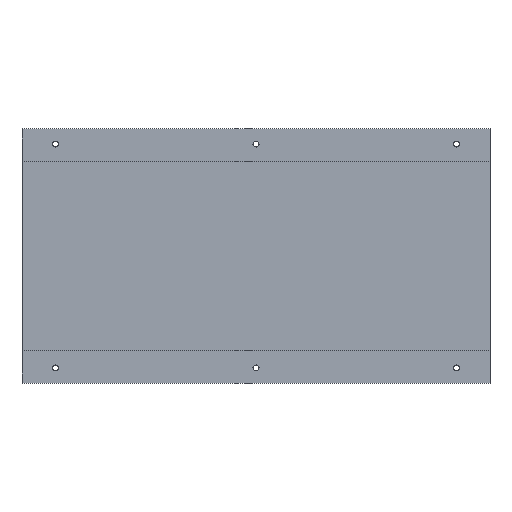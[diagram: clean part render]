
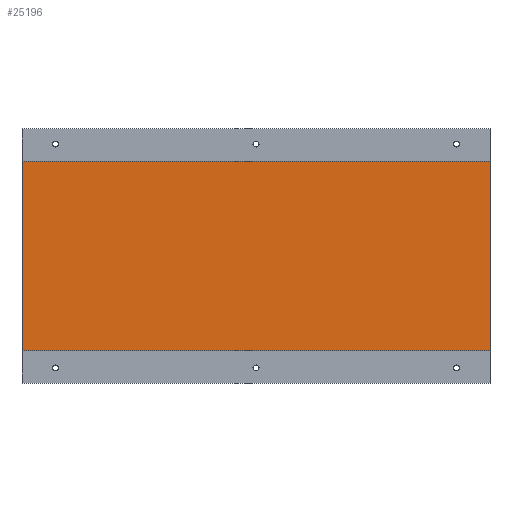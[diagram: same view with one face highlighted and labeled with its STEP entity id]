
A CAD part, front view. The second image highlights one B-rep face of the part: STEP entity #25196.
In plain terms, the highlighted planar face has unit normal (0, -1, 0).
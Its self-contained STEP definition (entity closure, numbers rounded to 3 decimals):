
#25140=CARTESIAN_POINT('',(1015.0,-390.,-372.5));
#25141=VERTEX_POINT('',#25140);
#25148=CARTESIAN_POINT('',(-385.,-390.,-372.5));
#25149=VERTEX_POINT('',#25148);
#25150=CARTESIAN_POINT('',(-385.,-390.,-372.5));
#25151=DIRECTION('',(1.0,0.0,0.0));
#25152=VECTOR('',#25151,1400.0);
#25153=LINE('',#25150,#25152);
#25154=EDGE_CURVE('',#25149,#25141,#25153,.T.);
#25166=CARTESIAN_POINT('',(-385.,-390.,-372.5));
#25167=DIRECTION('',(0.0,-1.0,0.0));
#25168=DIRECTION('',(0.0,0.0,-1.0));
#25169=AXIS2_PLACEMENT_3D('',#25166,#25167,#25168);
#25170=PLANE('',#25169);
#25171=CARTESIAN_POINT('',(1015.0,-390.,195.5));
#25172=VERTEX_POINT('',#25171);
#25173=CARTESIAN_POINT('',(1015.0,-390.,-372.5));
#25174=DIRECTION('',(0.0,0.0,1.0));
#25175=VECTOR('',#25174,568.0);
#25176=LINE('',#25173,#25175);
#25177=EDGE_CURVE('',#25141,#25172,#25176,.T.);
#25178=ORIENTED_EDGE('',*,*,#25177,.T.);
#25179=CARTESIAN_POINT('',(-385.,-390.,195.5));
#25180=VERTEX_POINT('',#25179);
#25181=CARTESIAN_POINT('',(-385.,-390.,195.5));
#25182=DIRECTION('',(1.0,0.0,0.0));
#25183=VECTOR('',#25182,1400.0);
#25184=LINE('',#25181,#25183);
#25185=EDGE_CURVE('',#25180,#25172,#25184,.T.);
#25186=ORIENTED_EDGE('',*,*,#25185,.F.);
#25187=CARTESIAN_POINT('',(-385.,-390.,195.5));
#25188=DIRECTION('',(0.0,0.0,-1.0));
#25189=VECTOR('',#25188,568.0);
#25190=LINE('',#25187,#25189);
#25191=EDGE_CURVE('',#25180,#25149,#25190,.T.);
#25192=ORIENTED_EDGE('',*,*,#25191,.T.);
#25193=ORIENTED_EDGE('',*,*,#25154,.T.);
#25194=EDGE_LOOP('',(#25178,#25186,#25192,#25193));
#25195=FACE_OUTER_BOUND('',#25194,.T.);
#25196=ADVANCED_FACE('',(#25195),#25170,.T.);
